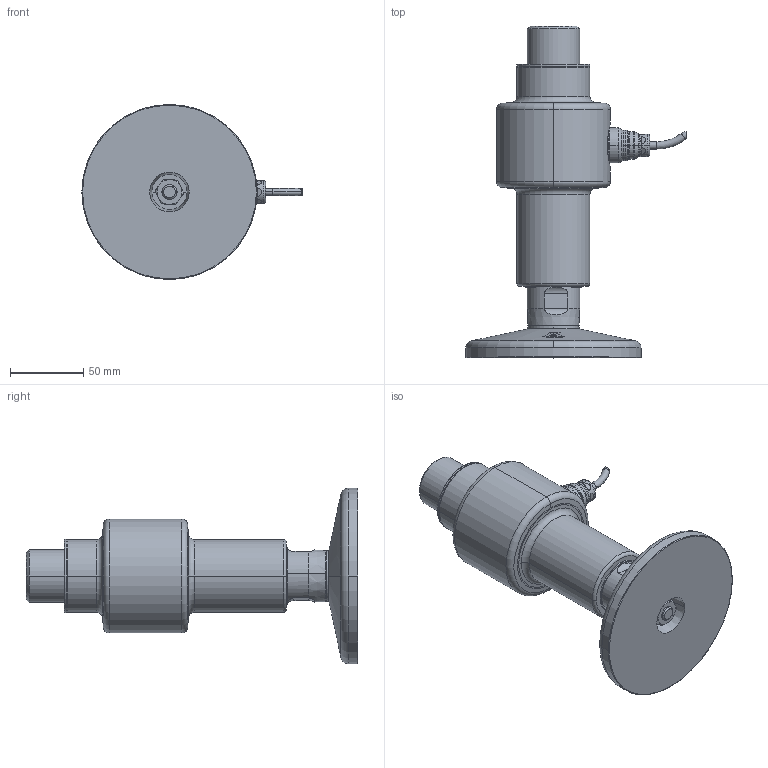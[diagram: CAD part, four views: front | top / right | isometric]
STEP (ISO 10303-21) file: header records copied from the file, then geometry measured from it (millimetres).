
FILE_DESCRIPTION(('STEP AP214'),'1');
FILE_NAME('FLC_3A_M36_20000_kg.stp','2022-06-15T14:07:34',(' '),(' '),'Spatial InterOp 3D',' ',' ');
FILE_SCHEMA(('AUTOMOTIVE_DESIGN { 1 0 10303 214 1 1 1 1 }'));
Length unit declared in the file: metre
Products named in the file (15): cella di carico - FLC20000M36A3A; corpo; cavo SLS 0140; pressacavo M16X1.5 - M8 per ambienti sanificati; O-ring per pressacavo Martin; canotto; Hummel M12X1.5; O-ring Martin interno GI4236-3A; O-ring Martin esterno GE5040-3A; FLC_3A_M36_20000_kg; piedino igienico - FLCD120M36503A; GE3527-3A - D35.5xD27; M2450; dado M10 ES17 basso; B27380-G - tornito
Assembly tree (14 placements, depth 3):
  FLC_3A_M36_20000_kg
    cella di carico - FLC20000M36A3A
      corpo
      cavo SLS 0140
      pressacavo M16X1.5 - M8 per ambienti sanificati
      O-ring per pressacavo Martin
      canotto
      Hummel M12X1.5
      O-ring Martin interno GI4236-3A
      O-ring Martin esterno GE5040-3A
    piedino igienico - FLCD120M36503A
      GE3527-3A - D35.5xD27
      M2450
      dado M10 ES17 basso
      B27380-G - tornito
Bounding box: 150.85 x 227.25 x 120 mm (x, y, z)
Volume: 682667 mm3; surface area: 124269.6 mm2
Topology: 12 solids, 13 shells, 443 faces, 1028 edges, 650 vertices
Faces by surface type: cylinder 172, plane 99, cone 71, torus 68, bspline 31, sphere 2
Entity records: 20964 total; most frequent: CARTESIAN_POINT 10699, ORIENTED_EDGE 2052, DIRECTION 2000, EDGE_CURVE 1026, AXIS2_PLACEMENT_3D 835, VERTEX_POINT 650, EDGE_LOOP 502, ADVANCED_FACE 442
